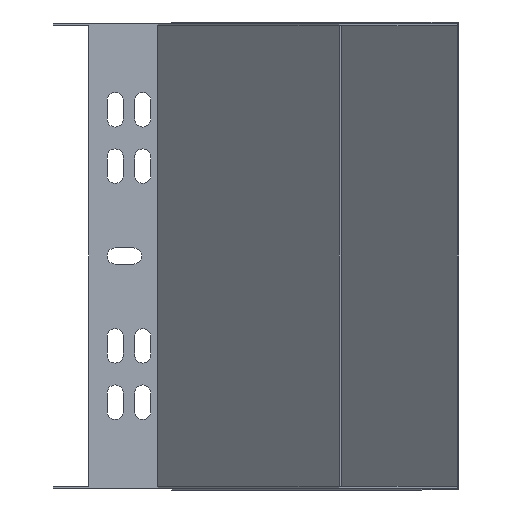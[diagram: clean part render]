
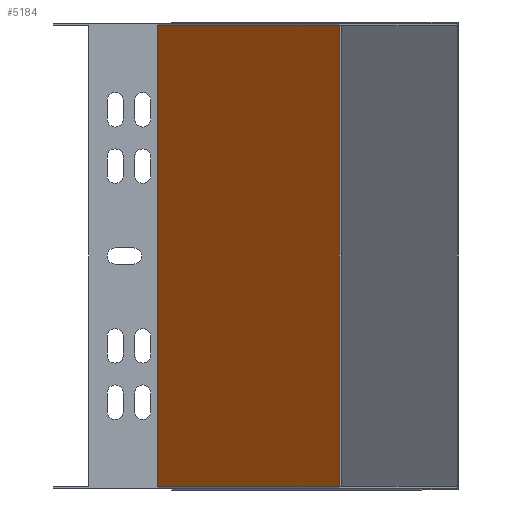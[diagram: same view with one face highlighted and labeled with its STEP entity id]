
A CAD part, front view. The second image highlights one B-rep face of the part: STEP entity #5184.
In plain terms, the highlighted planar face has unit normal (-0.707, -0.707, 0).
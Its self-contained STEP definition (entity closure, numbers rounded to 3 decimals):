
#19 = VERTEX_POINT ( 'NONE', #901 ) ;
#185 = VERTEX_POINT ( 'NONE', #3898 ) ;
#223 = VECTOR ( 'NONE', #1269, 1000. ) ;
#233 = CARTESIAN_POINT ( 'NONE',  ( -50.86, -0.316, 220.829 ) ) ;
#339 = VERTEX_POINT ( 'NONE', #4007 ) ;
#363 = EDGE_LOOP ( 'NONE', ( #3504, #6437, #1060, #2367, #3660, #1217 ) ) ;
#381 = LINE ( 'NONE', #2245, #223 ) ;
#539 = LINE ( 'NONE', #4182, #2990 ) ;
#841 = LINE ( 'NONE', #233, #6001 ) ;
#901 = CARTESIAN_POINT ( 'NONE',  ( -50.86, -0.316, 20.829 ) ) ;
#1060 = ORIENTED_EDGE ( 'NONE', *, *, #6661, .T. ) ;
#1217 = ORIENTED_EDGE ( 'NONE', *, *, #6670, .T. ) ;
#1269 = DIRECTION ( 'NONE',  ( -0.707, 0.707, 0. ) ) ;
#1357 = CARTESIAN_POINT ( 'NONE',  ( -50.86, -0.316, 220.829 ) ) ;
#1445 = CARTESIAN_POINT ( 'NONE',  ( -11.442, -39.734, 220.829 ) ) ;
#1476 = PLANE ( 'NONE',  #5922 ) ;
#1545 = LINE ( 'NONE', #5259, #4003 ) ;
#1699 = LINE ( 'NONE', #5877, #2834 ) ;
#1743 = CARTESIAN_POINT ( 'NONE',  ( 27.976, -79.153, 220.829 ) ) ;
#1959 = DIRECTION ( 'NONE',  ( -0.707, -0.707, 0. ) ) ;
#2245 = CARTESIAN_POINT ( 'NONE',  ( -50.86, -0.316, 220.829 ) ) ;
#2367 = ORIENTED_EDGE ( 'NONE', *, *, #6668, .T. ) ;
#2726 = VERTEX_POINT ( 'NONE', #1445 ) ;
#2834 = VECTOR ( 'NONE', #3707, 1000. ) ;
#2990 = VECTOR ( 'NONE', #4689, 1000. ) ;
#3401 = CARTESIAN_POINT ( 'NONE',  ( 27.979, -79.156, 220.829 ) ) ;
#3504 = ORIENTED_EDGE ( 'NONE', *, *, #6647, .F. ) ;
#3660 = ORIENTED_EDGE ( 'NONE', *, *, #6633, .T. ) ;
#3707 = DIRECTION ( 'NONE',  ( -0.707, 0.707, 0. ) ) ;
#3898 = CARTESIAN_POINT ( 'NONE',  ( 27.976, -79.153, 20.829 ) ) ;
#3910 = FACE_OUTER_BOUND ( 'NONE', #363, .T. ) ;
#4003 = VECTOR ( 'NONE', #5908, 1000. ) ;
#4007 = CARTESIAN_POINT ( 'NONE',  ( 27.976, -79.153, 220.829 ) ) ;
#4103 = VERTEX_POINT ( 'NONE', #6391 ) ;
#4182 = CARTESIAN_POINT ( 'NONE',  ( 27.979, -79.156, 20.829 ) ) ;
#4299 = LINE ( 'NONE', #1743, #5600 ) ;
#4689 = DIRECTION ( 'NONE',  ( -0.707, 0.707, 0. ) ) ;
#5182 = DIRECTION ( 'NONE',  ( 0., 0., -1. ) ) ;
#5184 = ADVANCED_FACE ( 'NONE', ( #3910 ), #1476, .T. ) ;
#5236 = DIRECTION ( 'NONE',  ( 0., 0., -1. ) ) ;
#5259 = CARTESIAN_POINT ( 'NONE',  ( 27.979, -79.156, 20.829 ) ) ;
#5343 = VERTEX_POINT ( 'NONE', #1357 ) ;
#5524 = DIRECTION ( 'NONE',  ( 0.707, -0.707, 0. ) ) ;
#5600 = VECTOR ( 'NONE', #5236, 1000. ) ;
#5877 = CARTESIAN_POINT ( 'NONE',  ( 27.979, -79.156, 220.829 ) ) ;
#5908 = DIRECTION ( 'NONE',  ( 0.707, -0.707, 0. ) ) ;
#5922 = AXIS2_PLACEMENT_3D ( 'NONE', #3401, #1959, #5524 ) ;
#6001 = VECTOR ( 'NONE', #5182, 1000. ) ;
#6391 = CARTESIAN_POINT ( 'NONE',  ( -11.442, -39.734, 20.829 ) ) ;
#6437 = ORIENTED_EDGE ( 'NONE', *, *, #6660, .F. ) ;
#6633 = EDGE_CURVE ( 'NONE', #5343, #19, #841, .T. ) ;
#6647 = EDGE_CURVE ( 'NONE', #185, #4103, #539, .T. ) ;
#6660 = EDGE_CURVE ( 'NONE', #339, #185, #4299, .T. ) ;
#6661 = EDGE_CURVE ( 'NONE', #339, #2726, #1699, .T. ) ;
#6668 = EDGE_CURVE ( 'NONE', #2726, #5343, #381, .T. ) ;
#6670 = EDGE_CURVE ( 'NONE', #19, #4103, #1545, .T. ) ;
